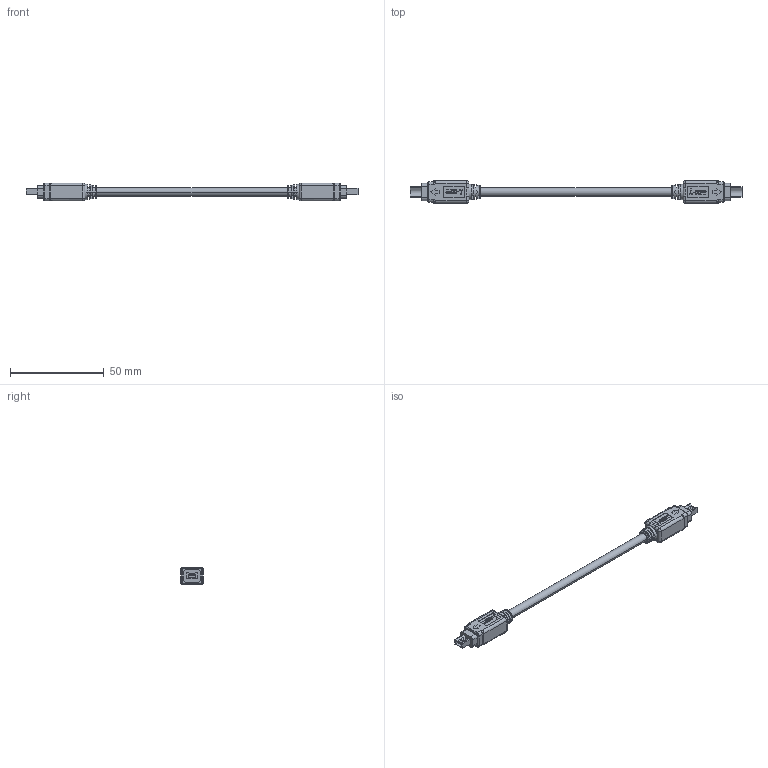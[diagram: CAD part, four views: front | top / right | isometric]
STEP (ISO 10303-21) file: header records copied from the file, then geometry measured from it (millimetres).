
FILE_DESCRIPTION (( 'STEP AP203' ), '1' );
FILE_NAME ('CSM94-05M3.STEP', '2006-06-23T18:25:32', ( 'lcom' ), ( 'lcom' ), 'SwSTEP 2.0', 'SolidWorks 2006004', '' );
FILE_SCHEMA (( 'CONFIG_CONTROL_DESIGN' ));
Length unit declared in the file: inch
Products named in the file (4): CSM94-05M3; CSM94-MA3; MTN-004-MA1; MTN-004
Assembly tree (5 placements, depth 2):
  CSM94-05M3
    MTN-004-MA1  x2
    MTN-004  x2
    CSM94-MA3
Bounding box: 177.3 x 12 x 9.4 mm (x, y, z)
Volume: 7367.1 mm3; surface area: 5159.3 mm2
Topology: 5 solids, 5 shells, 638 faces, 1684 edges, 1092 vertices
Faces by surface type: plane 362, bspline 160, cylinder 84, torus 28, cone 4
Entity records: 19791 total; most frequent: CARTESIAN_POINT 11826, ORIENTED_EDGE 1682, DIRECTION 1307, EDGE_CURVE 841, VERTEX_POINT 548, VECTOR 533, LINE 533, AXIS2_PLACEMENT_3D 387
